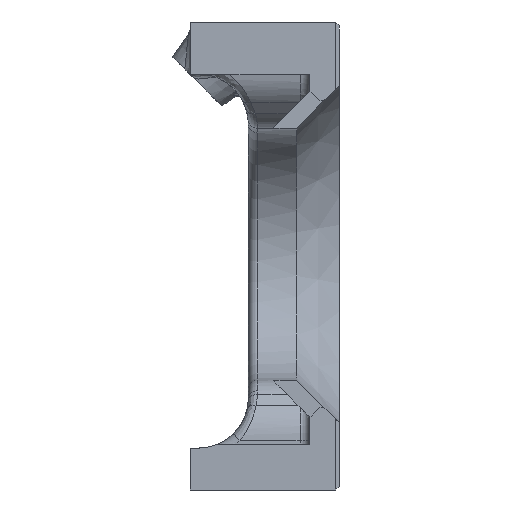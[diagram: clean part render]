
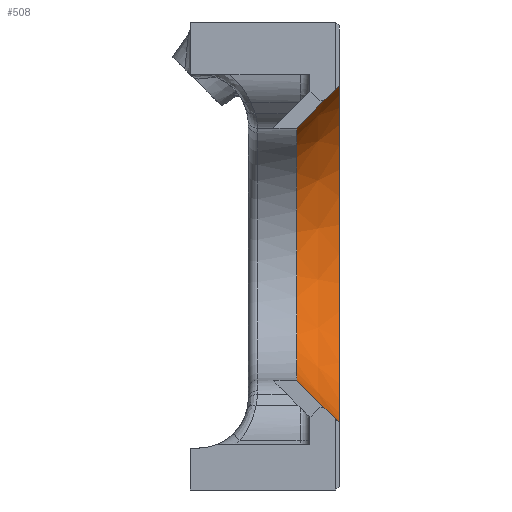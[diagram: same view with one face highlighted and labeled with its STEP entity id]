
A CAD part, left-side view. The second image highlights one B-rep face of the part: STEP entity #508.
In plain terms, the highlighted conical face has half-angle 45 degrees and reference radius 6.937 mm.
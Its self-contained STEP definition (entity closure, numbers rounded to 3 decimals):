
#276 = DIRECTION ( 'NONE',  ( 0., 1., 0. ) ) ;
#378 = FACE_OUTER_BOUND ( 'NONE', #4601, .T. ) ;
#451 = EDGE_CURVE ( 'NONE', #703, #943, #1384, .T. ) ;
#508 = ADVANCED_FACE ( 'NONE', ( #378 ), #8464, .F. ) ;
#703 = VERTEX_POINT ( 'NONE', #1518 ) ;
#719 = CARTESIAN_POINT ( 'NONE',  ( -141.892, 15.621, 9.646 ) ) ;
#764 = EDGE_CURVE ( 'NONE', #7116, #9285, #4867, .T. ) ;
#943 = VERTEX_POINT ( 'NONE', #3637 ) ;
#1024 = DIRECTION ( 'NONE',  ( 0., 0., -1. ) ) ;
#1035 = VERTEX_POINT ( 'NONE', #6772 ) ;
#1052 = EDGE_CURVE ( 'NONE', #1035, #6580, #5358, .T. ) ;
#1384 = CIRCLE ( 'NONE', #6893, 12.646 ) ;
#1518 = CARTESIAN_POINT ( 'NONE',  ( -141.892, 10.267, 4.292 ) ) ;
#1670 = DIRECTION ( 'NONE',  ( 0., 0.707, -0.707 ) ) ;
#1802 = CARTESIAN_POINT ( 'NONE',  ( -141.892, 38.3, 1.55 ) ) ;
#2144 = ORIENTED_EDGE ( 'NONE', *, *, #764, .T. ) ;
#2151 = DIRECTION ( 'NONE',  ( 0., 0.707, 0.707 ) ) ;
#2249 = DIRECTION ( 'NONE',  ( 0., 0., -1. ) ) ;
#2712 = EDGE_CURVE ( 'NONE', #6580, #703, #3735, .T. ) ;
#2974 = CARTESIAN_POINT ( 'NONE',  ( -141.892, 7.525, 1.55 ) ) ;
#3637 = CARTESIAN_POINT ( 'NONE',  ( -141.892, 35.558, 4.292 ) ) ;
#3687 = CARTESIAN_POINT ( 'NONE',  ( -141.892, 22.913, 16.937 ) ) ;
#3733 = DIRECTION ( 'NONE',  ( 0., 0.707, 0.707 ) ) ;
#3735 = LINE ( 'NONE', #3687, #9625 ) ;
#3765 = CARTESIAN_POINT ( 'NONE',  ( -141.892, 39.85, 0. ) ) ;
#3932 = VECTOR ( 'NONE', #3733, 1000. ) ;
#4157 = ORIENTED_EDGE ( 'NONE', *, *, #2712, .T. ) ;
#4239 = AXIS2_PLACEMENT_3D ( 'NONE', #6402, #1024, #9411 ) ;
#4484 = DIRECTION ( 'NONE',  ( 0., 1., 0. ) ) ;
#4601 = EDGE_LOOP ( 'NONE', ( #7098, #4157, #7205, #6343, #2144, #6550 ) ) ;
#4867 = LINE ( 'NONE', #8451, #6277 ) ;
#5157 = CARTESIAN_POINT ( 'NONE',  ( -141.892, 22.913, 0. ) ) ;
#5358 = LINE ( 'NONE', #719, #3932 ) ;
#5616 = DIRECTION ( 'NONE',  ( 0., 0., 1. ) ) ;
#6277 = VECTOR ( 'NONE', #1670, 1000. ) ;
#6339 = AXIS2_PLACEMENT_3D ( 'NONE', #5157, #2249, #4484 ) ;
#6343 = ORIENTED_EDGE ( 'NONE', *, *, #7678, .T. ) ;
#6350 = EDGE_CURVE ( 'NONE', #9285, #1035, #7120, .T. ) ;
#6402 = CARTESIAN_POINT ( 'NONE',  ( -141.892, 22.913, 10. ) ) ;
#6550 = ORIENTED_EDGE ( 'NONE', *, *, #6350, .T. ) ;
#6580 = VERTEX_POINT ( 'NONE', #2974 ) ;
#6772 = CARTESIAN_POINT ( 'NONE',  ( -141.892, 5.975, 0. ) ) ;
#6812 = VECTOR ( 'NONE', #6929, 1000. ) ;
#6879 = LINE ( 'NONE', #7673, #6812 ) ;
#6893 = AXIS2_PLACEMENT_3D ( 'NONE', #9214, #5616, #276 ) ;
#6929 = DIRECTION ( 'NONE',  ( 0., 0.707, -0.707 ) ) ;
#7098 = ORIENTED_EDGE ( 'NONE', *, *, #1052, .T. ) ;
#7116 = VERTEX_POINT ( 'NONE', #1802 ) ;
#7120 = CIRCLE ( 'NONE', #6339, 16.937 ) ;
#7205 = ORIENTED_EDGE ( 'NONE', *, *, #451, .T. ) ;
#7673 = CARTESIAN_POINT ( 'NONE',  ( -141.892, 22.913, 16.937 ) ) ;
#7678 = EDGE_CURVE ( 'NONE', #943, #7116, #6879, .T. ) ;
#8451 = CARTESIAN_POINT ( 'NONE',  ( -141.892, 17.558, 22.292 ) ) ;
#8464 = CONICAL_SURFACE ( 'NONE', #4239, 6.937, 0.785 ) ;
#9214 = CARTESIAN_POINT ( 'NONE',  ( -141.892, 22.913, 4.292 ) ) ;
#9285 = VERTEX_POINT ( 'NONE', #3765 ) ;
#9411 = DIRECTION ( 'NONE',  ( 0., 1., 0. ) ) ;
#9625 = VECTOR ( 'NONE', #2151, 1000. ) ;
